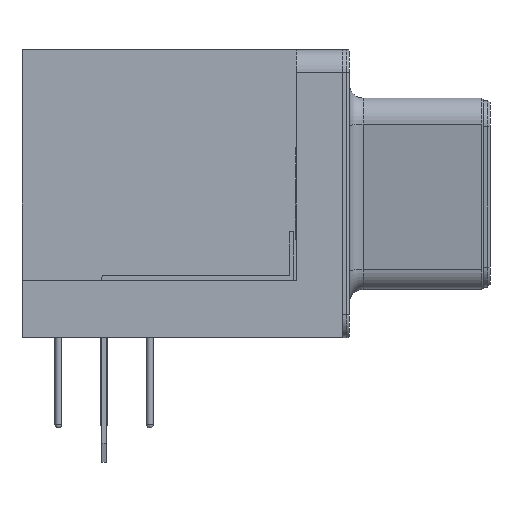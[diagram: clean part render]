
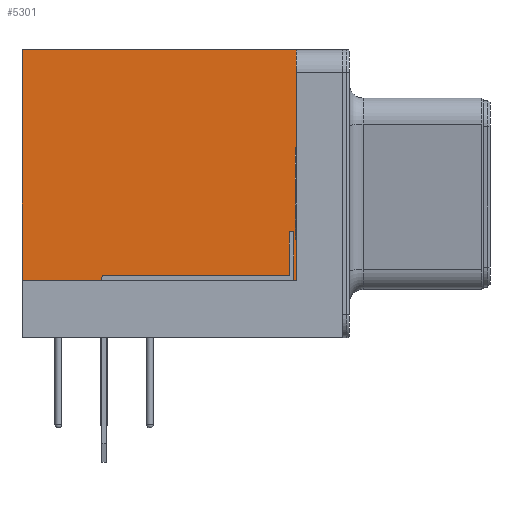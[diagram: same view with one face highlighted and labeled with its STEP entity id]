
A CAD part, left-side view. The second image highlights one B-rep face of the part: STEP entity #5301.
In plain terms, the highlighted planar face has unit normal (-1, 0, 0).
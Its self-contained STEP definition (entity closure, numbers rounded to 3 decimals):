
#3870 = VERTEX_POINT('',#3871);
#3871 = CARTESIAN_POINT('',(-22.688,1.58,12.5));
#3877 = EDGE_CURVE('',#3878,#3870,#3880,.T.);
#3878 = VERTEX_POINT('',#3879);
#3879 = CARTESIAN_POINT('',(-22.688,-10.31,12.5));
#3880 = LINE('',#3881,#3882);
#3881 = CARTESIAN_POINT('',(-22.688,-11.31,12.5));
#3882 = VECTOR('',#3883,1.);
#3883 = DIRECTION('',(0.,1.,0.));
#4390 = EDGE_CURVE('',#4391,#3870,#4393,.T.);
#4391 = VERTEX_POINT('',#4392);
#4392 = CARTESIAN_POINT('',(-22.688,1.58,2.5));
#4393 = LINE('',#4394,#4395);
#4394 = CARTESIAN_POINT('',(-22.688,1.58,4.375));
#4395 = VECTOR('',#4396,1.);
#4396 = DIRECTION('',(0.,0.,1.));
#5259 = VERTEX_POINT('',#5260);
#5260 = CARTESIAN_POINT('',(-22.688,-10.31,2.5));
#5266 = EDGE_CURVE('',#5259,#3878,#5267,.T.);
#5267 = LINE('',#5268,#5269);
#5268 = CARTESIAN_POINT('',(-22.688,-10.31,2.5));
#5269 = VECTOR('',#5270,1.);
#5270 = DIRECTION('',(0.,0.,1.));
#5301 = ADVANCED_FACE('',(#5302),#5313,.F.);
#5302 = FACE_BOUND('',#5303,.F.);
#5303 = EDGE_LOOP('',(#5304,#5305,#5311,#5312));
#5304 = ORIENTED_EDGE('',*,*,#5266,.F.);
#5305 = ORIENTED_EDGE('',*,*,#5306,.T.);
#5306 = EDGE_CURVE('',#5259,#4391,#5307,.T.);
#5307 = LINE('',#5308,#5309);
#5308 = CARTESIAN_POINT('',(-22.688,-10.31,2.5));
#5309 = VECTOR('',#5310,1.);
#5310 = DIRECTION('',(0.,1.,0.));
#5311 = ORIENTED_EDGE('',*,*,#4390,.T.);
#5312 = ORIENTED_EDGE('',*,*,#3877,.F.);
#5313 = PLANE('',#5314);
#5314 = AXIS2_PLACEMENT_3D('',#5315,#5316,#5317);
#5315 = CARTESIAN_POINT('',(-22.688,-10.31,2.5));
#5316 = DIRECTION('',(1.,0.,0.));
#5317 = DIRECTION('',(0.,0.,1.));
